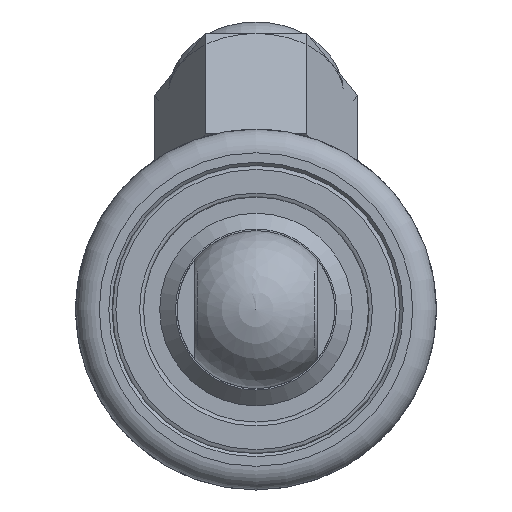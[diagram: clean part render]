
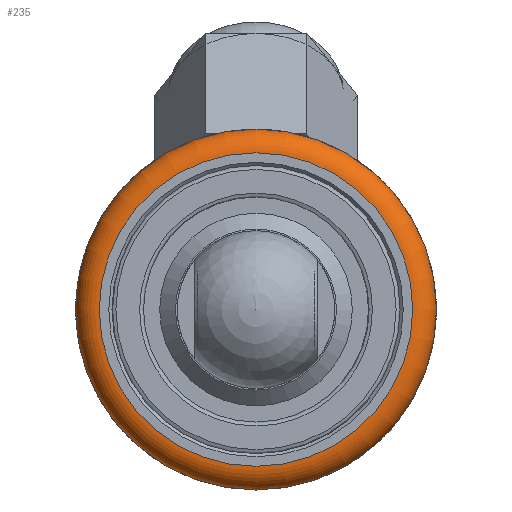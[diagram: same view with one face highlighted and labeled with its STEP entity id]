
A CAD part, left-side view. The second image highlights one B-rep face of the part: STEP entity #235.
In plain terms, the highlighted toroidal (fillet/blend) face has major radius 9.93 mm and minor radius 1.5 mm.
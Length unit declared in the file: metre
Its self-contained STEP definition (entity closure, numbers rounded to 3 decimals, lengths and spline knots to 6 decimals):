
#235 = ADVANCED_FACE( '', ( #440, #441 ), #442, .T. );
#440 = FACE_OUTER_BOUND( '', #676, .T. );
#441 = FACE_OUTER_BOUND( '', #677, .T. );
#442 = TOROIDAL_SURFACE( '', #678, 0.00993, 0.0015 );
#676 = EDGE_LOOP( '', ( #946 ) );
#677 = EDGE_LOOP( '', ( #947 ) );
#678 = AXIS2_PLACEMENT_3D( '', #948, #949, #950 );
#946 = ORIENTED_EDGE( '', *, *, #1362, .F. );
#947 = ORIENTED_EDGE( '', *, *, #1360, .F. );
#948 = CARTESIAN_POINT( '', ( 0.0005, 0., 0. ) );
#949 = DIRECTION( '', ( 1., 0., 0. ) );
#950 = DIRECTION( '', ( 0., 0., -1. ) );
#1360 = EDGE_CURVE( '', #1562, #1562, #1563, .T. );
#1362 = EDGE_CURVE( '', #1565, #1565, #1566, .F. );
#1562 = VERTEX_POINT( '', #1853 );
#1563 = CIRCLE( '', #1854, 0.00993 );
#1565 = VERTEX_POINT( '', #1856 );
#1566 = CIRCLE( '', #1857, 0.01143 );
#1853 = CARTESIAN_POINT( '', ( 0.002, 0., -0.00993 ) );
#1854 = AXIS2_PLACEMENT_3D( '', #2216, #2217, #2218 );
#1856 = CARTESIAN_POINT( '', ( 0.0005, 0., -0.01143 ) );
#1857 = AXIS2_PLACEMENT_3D( '', #2219, #2220, #2221 );
#2216 = CARTESIAN_POINT( '', ( 0.002, 0., 0. ) );
#2217 = DIRECTION( '', ( 1., 0., 0. ) );
#2218 = DIRECTION( '', ( 0., 0., -1. ) );
#2219 = CARTESIAN_POINT( '', ( 0.0005, 0., 0. ) );
#2220 = DIRECTION( '', ( 1., 0., 0. ) );
#2221 = DIRECTION( '', ( 0., 0., -1. ) );
